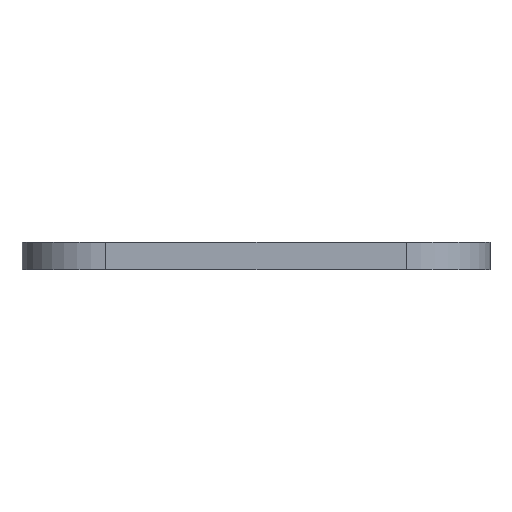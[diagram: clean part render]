
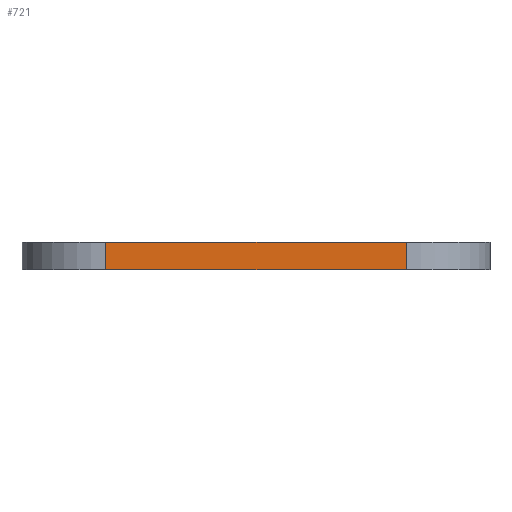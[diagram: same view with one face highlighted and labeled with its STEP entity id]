
A CAD part, left-side view. The second image highlights one B-rep face of the part: STEP entity #721.
In plain terms, the highlighted planar face has unit normal (-1, 0, 0).
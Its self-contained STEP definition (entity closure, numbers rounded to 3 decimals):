
#180 = VERTEX_POINT ( 'NONE', #1148 ) ;
#181 = VERTEX_POINT ( 'NONE', #1147 ) ;
#387 = VERTEX_POINT ( 'NONE', #1520 ) ;
#389 = VERTEX_POINT ( 'NONE', #1519 ) ;
#465 = EDGE_CURVE ( 'NONE', #180, #181, #1559, .T. ) ;
#515 = EDGE_CURVE ( 'NONE', #389, #387, #1854, .T. ) ;
#718 = EDGE_CURVE ( 'NONE', #180, #389, #1949, .T. ) ;
#721 = ADVANCED_FACE ( 'NONE', ( #2090 ), #2089, .F. ) ;
#722 = EDGE_LOOP ( 'NONE', ( #723, #724, #726, #727 ) ) ;
#723 = ORIENTED_EDGE ( 'NONE', *, *, #515, .T. ) ;
#724 = ORIENTED_EDGE ( 'NONE', *, *, #725, .F. ) ;
#725 = EDGE_CURVE ( 'NONE', #181, #387, #2084, .T. ) ;
#726 = ORIENTED_EDGE ( 'NONE', *, *, #465, .F. ) ;
#727 = ORIENTED_EDGE ( 'NONE', *, *, #718, .T. ) ;
#1147 = CARTESIAN_POINT ( 'NONE',  ( -125., -27., 5. ) ) ;
#1148 = CARTESIAN_POINT ( 'NONE',  ( -125., 27., 5. ) ) ;
#1519 = CARTESIAN_POINT ( 'NONE',  ( -125., 27., 0. ) ) ;
#1520 = CARTESIAN_POINT ( 'NONE',  ( -125., -27., 0. ) ) ;
#1556 = DIRECTION ( 'NONE',  ( 0., -1., 0. ) ) ;
#1557 = VECTOR ( 'NONE', #1556, 1000. ) ;
#1558 = CARTESIAN_POINT ( 'NONE',  ( -125., 0., 5. ) ) ;
#1559 = LINE ( 'NONE', #1558, #1557 ) ;
#1816 = DIRECTION ( 'NONE',  ( 0., -1., 0. ) ) ;
#1817 = VECTOR ( 'NONE', #1816, 1000. ) ;
#1818 = CARTESIAN_POINT ( 'NONE',  ( -125., 0., 0. ) ) ;
#1854 = LINE ( 'NONE', #1818, #1817 ) ;
#1943 = CARTESIAN_POINT ( 'NONE',  ( -125., 27., 5. ) ) ;
#1949 = LINE ( 'NONE', #1943, #2092 ) ;
#2081 = DIRECTION ( 'NONE',  ( 0., 0., -1. ) ) ;
#2082 = VECTOR ( 'NONE', #2081, 1000. ) ;
#2083 = CARTESIAN_POINT ( 'NONE',  ( -125., -27., 5. ) ) ;
#2084 = LINE ( 'NONE', #2083, #2082 ) ;
#2085 = DIRECTION ( 'NONE',  ( 0., 0., -1. ) ) ;
#2086 = DIRECTION ( 'NONE',  ( 1., 0., 0. ) ) ;
#2087 = CARTESIAN_POINT ( 'NONE',  ( -125., 0., 5. ) ) ;
#2088 = AXIS2_PLACEMENT_3D ( 'NONE', #2087, #2086, #2085 ) ;
#2089 = PLANE ( 'NONE',  #2088 ) ;
#2090 = FACE_OUTER_BOUND ( 'NONE', #722, .T. ) ;
#2091 = DIRECTION ( 'NONE',  ( 0., 0., -1. ) ) ;
#2092 = VECTOR ( 'NONE', #2091, 1000. ) ;
